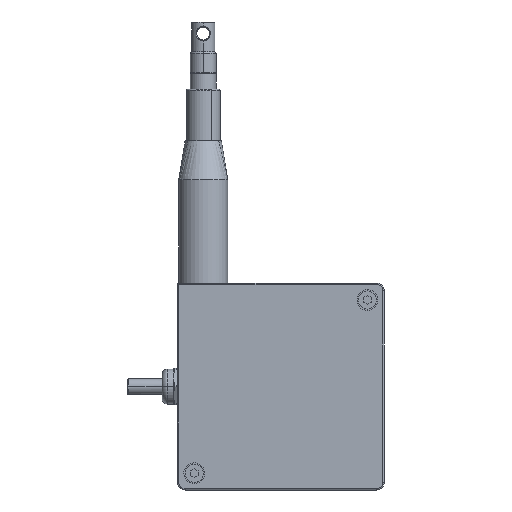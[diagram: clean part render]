
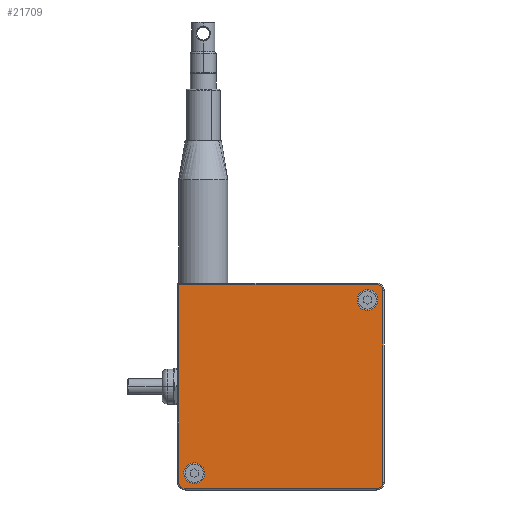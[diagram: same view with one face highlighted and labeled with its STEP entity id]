
A CAD part, front view. The second image highlights one B-rep face of the part: STEP entity #21709.
In plain terms, the highlighted planar face has unit normal (0, -1, 0).
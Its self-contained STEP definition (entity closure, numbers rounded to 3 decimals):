
#21222=CARTESIAN_POINT('Axis2P3D Location',(-33.5,-14.,33.5)) ;
#21226=CARTESIAN_POINT('Vertex',(-29.99,-14.,31.582)) ;
#21228=CARTESIAN_POINT('Vertex',(-37.01,-14.,35.418)) ;
#21248=CARTESIAN_POINT('Axis2P3D Location',(-33.5,-14.,33.5)) ;
#21302=CARTESIAN_POINT('Axis2P3D Location',(33.5,-14.,-33.5)) ;
#21306=CARTESIAN_POINT('Vertex',(29.99,-14.,-31.582)) ;
#21308=CARTESIAN_POINT('Vertex',(37.01,-14.,-35.418)) ;
#21328=CARTESIAN_POINT('Axis2P3D Location',(33.5,-14.,-33.5)) ;
#21638=CARTESIAN_POINT('Axis2P3D Location',(0.,-14.,0.)) ;
#21643=CARTESIAN_POINT('Line Origine',(1.25,-14.,39.5)) ;
#21647=CARTESIAN_POINT('Vertex',(-37.,-14.,39.5)) ;
#21649=CARTESIAN_POINT('Vertex',(39.5,-14.,39.5)) ;
#21652=CARTESIAN_POINT('Axis2P3D Location',(-37.,-14.,37.)) ;
#21656=CARTESIAN_POINT('Vertex',(-39.5,-14.,37.)) ;
#21659=CARTESIAN_POINT('Line Origine',(-39.5,-14.,0.)) ;
#21663=CARTESIAN_POINT('Vertex',(-39.5,-14.,-37.)) ;
#21666=CARTESIAN_POINT('Axis2P3D Location',(-37.,-14.,-37.)) ;
#21670=CARTESIAN_POINT('Vertex',(-37.,-14.,-39.5)) ;
#21673=CARTESIAN_POINT('Line Origine',(0.,-14.,-39.5)) ;
#21677=CARTESIAN_POINT('Vertex',(37.,-14.,-39.5)) ;
#21680=CARTESIAN_POINT('Axis2P3D Location',(37.,-14.,-37.)) ;
#21684=CARTESIAN_POINT('Vertex',(39.5,-14.,-37.)) ;
#21687=CARTESIAN_POINT('Line Origine',(39.5,-14.,1.25)) ;
#21223=DIRECTION('Axis2P3D Direction',(-0.,1.,0.)) ;
#21249=DIRECTION('Axis2P3D Direction',(-0.,1.,0.)) ;
#21303=DIRECTION('Axis2P3D Direction',(-0.,1.,0.)) ;
#21329=DIRECTION('Axis2P3D Direction',(-0.,1.,0.)) ;
#21639=DIRECTION('Axis2P3D Direction',(0.,1.,0.)) ;
#21640=DIRECTION('Axis2P3D XDirection',(0.,0.,1.)) ;
#21644=DIRECTION('Vector Direction',(-1.,0.,0.)) ;
#21653=DIRECTION('Axis2P3D Direction',(0.,1.,0.)) ;
#21660=DIRECTION('Vector Direction',(0.,0.,-1.)) ;
#21667=DIRECTION('Axis2P3D Direction',(0.,1.,0.)) ;
#21674=DIRECTION('Vector Direction',(1.,0.,0.)) ;
#21681=DIRECTION('Axis2P3D Direction',(0.,1.,0.)) ;
#21688=DIRECTION('Vector Direction',(0.,0.,1.)) ;
#21224=AXIS2_PLACEMENT_3D('Circle Axis2P3D',#21222,#21223,$) ;
#21250=AXIS2_PLACEMENT_3D('Circle Axis2P3D',#21248,#21249,$) ;
#21304=AXIS2_PLACEMENT_3D('Circle Axis2P3D',#21302,#21303,$) ;
#21330=AXIS2_PLACEMENT_3D('Circle Axis2P3D',#21328,#21329,$) ;
#21641=AXIS2_PLACEMENT_3D('Plane Axis2P3D',#21638,#21639,#21640) ;
#21654=AXIS2_PLACEMENT_3D('Circle Axis2P3D',#21652,#21653,$) ;
#21668=AXIS2_PLACEMENT_3D('Circle Axis2P3D',#21666,#21667,$) ;
#21682=AXIS2_PLACEMENT_3D('Circle Axis2P3D',#21680,#21681,$) ;
#21693=ORIENTED_EDGE('',*,*,#21651,.F.) ;
#21694=ORIENTED_EDGE('',*,*,#21658,.F.) ;
#21695=ORIENTED_EDGE('',*,*,#21665,.F.) ;
#21696=ORIENTED_EDGE('',*,*,#21672,.F.) ;
#21697=ORIENTED_EDGE('',*,*,#21679,.F.) ;
#21698=ORIENTED_EDGE('',*,*,#21686,.F.) ;
#21699=ORIENTED_EDGE('',*,*,#21691,.F.) ;
#21702=ORIENTED_EDGE('',*,*,#21332,.T.) ;
#21703=ORIENTED_EDGE('',*,*,#21310,.T.) ;
#21706=ORIENTED_EDGE('',*,*,#21252,.T.) ;
#21707=ORIENTED_EDGE('',*,*,#21230,.T.) ;
#21704=FACE_BOUND('',#21701,.T.) ;
#21708=FACE_BOUND('',#21705,.T.) ;
#21645=VECTOR('Line Direction',#21644,1.) ;
#21661=VECTOR('Line Direction',#21660,1.) ;
#21675=VECTOR('Line Direction',#21674,1.) ;
#21689=VECTOR('Line Direction',#21688,1.) ;
#21709=ADVANCED_FACE('\X2\96F64EF651E04F554F53\X0\',(#21700,#21704,#21708),#21642,.F.) ;
#21225=CIRCLE('generated circle',#21224,4.) ;
#21251=CIRCLE('generated circle',#21250,4.) ;
#21305=CIRCLE('generated circle',#21304,4.) ;
#21331=CIRCLE('generated circle',#21330,4.) ;
#21655=CIRCLE('generated circle',#21654,2.5) ;
#21669=CIRCLE('generated circle',#21668,2.5) ;
#21683=CIRCLE('generated circle',#21682,2.5) ;
#21230=EDGE_CURVE('',#21227,#21229,#21225,.T.) ;
#21252=EDGE_CURVE('',#21229,#21227,#21251,.T.) ;
#21310=EDGE_CURVE('',#21307,#21309,#21305,.T.) ;
#21332=EDGE_CURVE('',#21309,#21307,#21331,.T.) ;
#21651=EDGE_CURVE('',#21648,#21650,#21646,.F.) ;
#21658=EDGE_CURVE('',#21657,#21648,#21655,.T.) ;
#21665=EDGE_CURVE('',#21664,#21657,#21662,.F.) ;
#21672=EDGE_CURVE('',#21671,#21664,#21669,.T.) ;
#21679=EDGE_CURVE('',#21678,#21671,#21676,.F.) ;
#21686=EDGE_CURVE('',#21685,#21678,#21683,.T.) ;
#21691=EDGE_CURVE('',#21650,#21685,#21690,.F.) ;
#21692=EDGE_LOOP('',(#21693,#21694,#21695,#21696,#21697,#21698,#21699)) ;
#21701=EDGE_LOOP('',(#21702,#21703)) ;
#21705=EDGE_LOOP('',(#21706,#21707)) ;
#21700=FACE_OUTER_BOUND('',#21692,.T.) ;
#21646=LINE('Line',#21643,#21645) ;
#21662=LINE('Line',#21659,#21661) ;
#21676=LINE('Line',#21673,#21675) ;
#21690=LINE('Line',#21687,#21689) ;
#21642=PLANE('',#21641) ;
#21227=VERTEX_POINT('',#21226) ;
#21229=VERTEX_POINT('',#21228) ;
#21307=VERTEX_POINT('',#21306) ;
#21309=VERTEX_POINT('',#21308) ;
#21648=VERTEX_POINT('',#21647) ;
#21650=VERTEX_POINT('',#21649) ;
#21657=VERTEX_POINT('',#21656) ;
#21664=VERTEX_POINT('',#21663) ;
#21671=VERTEX_POINT('',#21670) ;
#21678=VERTEX_POINT('',#21677) ;
#21685=VERTEX_POINT('',#21684) ;
